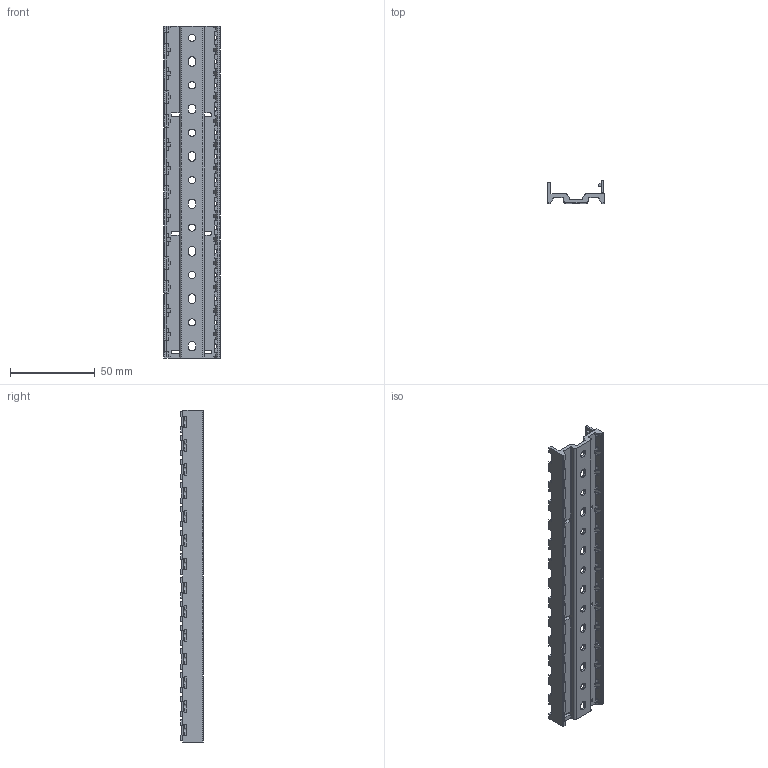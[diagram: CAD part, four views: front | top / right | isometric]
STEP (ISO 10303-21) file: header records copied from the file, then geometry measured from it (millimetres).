
FILE_DESCRIPTION((''),'2;1');
FILE_NAME('00175161400','2019-10-24T',('presta_be4'),(''),'CREO PARAMETRIC BY PTC INC, 2018360','CREO PARAMETRIC BY PTC INC, 2018360','');
FILE_SCHEMA(('CONFIG_CONTROL_DESIGN'));
Length unit declared in the file: millimetre
Products named in the file (1): 00175161400
Bounding box: 33.55 x 13.25 x 196 mm (x, y, z)
Volume: 20041.3 mm3; surface area: 25426.7 mm2
Topology: 1 solids, 1 shells, 1100 faces, 3340 edges, 2180 vertices
Faces by surface type: plane 752, cylinder 348
Entity records: 37755 total; most frequent: CARTESIAN_POINT 7277, ORIENTED_EDGE 6680, DIRECTION 6124, EDGE_CURVE 3340, VECTOR 2476, LINE 2476, VERTEX_POINT 2180, AXIS2_PLACEMENT_3D 1824
